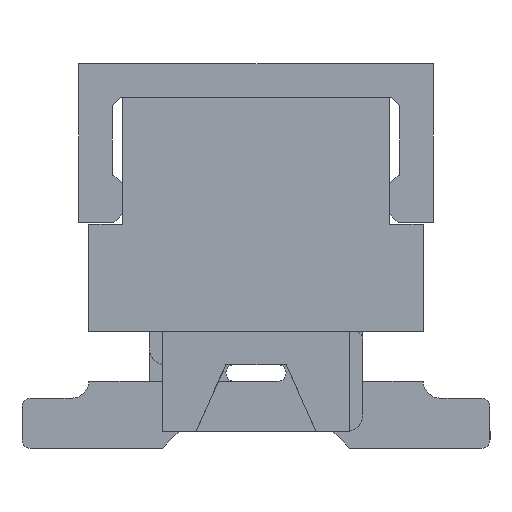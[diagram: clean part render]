
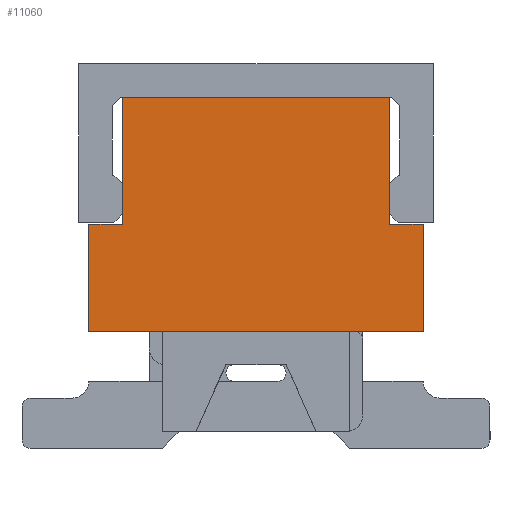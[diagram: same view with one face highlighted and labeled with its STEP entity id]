
A CAD part, left-side view. The second image highlights one B-rep face of the part: STEP entity #11060.
In plain terms, the highlighted face is planar.
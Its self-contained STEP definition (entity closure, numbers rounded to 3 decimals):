
#328=PLANE('',#11911);
#2968=ORIENTED_EDGE('',*,*,#4993,.F.);
#2969=ORIENTED_EDGE('',*,*,#5034,.F.);
#2970=ORIENTED_EDGE('',*,*,#5155,.T.);
#2971=ORIENTED_EDGE('',*,*,#5051,.T.);
#2972=ORIENTED_EDGE('',*,*,#5023,.F.);
#2973=ORIENTED_EDGE('',*,*,#5017,.T.);
#2974=ORIENTED_EDGE('',*,*,#5022,.F.);
#2975=ORIENTED_EDGE('',*,*,#5007,.F.);
#4993=EDGE_CURVE('',#6280,#6278,#7468,.T.);
#5007=EDGE_CURVE('',#6278,#6287,#7482,.T.);
#5017=EDGE_CURVE('',#6295,#6294,#7492,.T.);
#5022=EDGE_CURVE('',#6287,#6294,#7497,.T.);
#5023=EDGE_CURVE('',#6295,#6296,#7498,.T.);
#5034=EDGE_CURVE('',#6303,#6280,#7508,.T.);
#5051=EDGE_CURVE('',#6313,#6296,#7523,.T.);
#5155=EDGE_CURVE('',#6303,#6313,#7626,.T.);
#6278=VERTEX_POINT('',#17163);
#6280=VERTEX_POINT('',#17167);
#6287=VERTEX_POINT('',#17189);
#6294=VERTEX_POINT('',#17211);
#6295=VERTEX_POINT('',#17213);
#6296=VERTEX_POINT('',#17222);
#6303=VERTEX_POINT('',#17241);
#6313=VERTEX_POINT('',#17274);
#7468=LINE('',#17168,#8861);
#7482=LINE('',#17192,#8875);
#7492=LINE('',#17212,#8885);
#7497=LINE('',#17219,#8890);
#7498=LINE('',#17221,#8891);
#7508=LINE('',#17242,#8901);
#7523=LINE('',#17273,#8916);
#7626=LINE('',#17493,#9019);
#8861=VECTOR('',#14065,1000.);
#8875=VECTOR('',#14083,1000.);
#8885=VECTOR('',#14101,1000.);
#8890=VECTOR('',#14108,1000.);
#8891=VECTOR('',#14111,1000.);
#8901=VECTOR('',#14127,1000.);
#8916=VECTOR('',#14156,1000.);
#9019=VECTOR('',#14341,1000.);
#9814=EDGE_LOOP('',(#2968,#2969,#2970,#2971,#2972,#2973,#2974,#2975));
#10381=FACE_BOUND('',#9814,.T.);
#11060=ADVANCED_FACE('',(#10381),#328,.T.);
#11911=AXIS2_PLACEMENT_3D('',#17492,#14339,#14340);
#14065=DIRECTION('',(0.,1.,0.));
#14083=DIRECTION('',(0.,0.,1.));
#14101=DIRECTION('',(0.,0.,1.));
#14108=DIRECTION('',(0.,1.,0.));
#14111=DIRECTION('',(0.,1.,0.));
#14127=DIRECTION('',(0.,0.,1.));
#14156=DIRECTION('',(0.,0.,1.));
#14339=DIRECTION('',(1.,0.,0.));
#14340=DIRECTION('',(0.,0.,-1.));
#14341=DIRECTION('',(0.,1.,0.));
#17163=CARTESIAN_POINT('',(6.11,-2.,0.6));
#17167=CARTESIAN_POINT('',(6.11,-2.5,0.6));
#17168=CARTESIAN_POINT('',(6.11,-2.5,0.6));
#17189=CARTESIAN_POINT('',(6.11,-2.,2.5));
#17192=CARTESIAN_POINT('',(6.11,-2.,0.6));
#17211=CARTESIAN_POINT('',(6.11,2.,2.5));
#17212=CARTESIAN_POINT('',(6.11,2.,0.6));
#17213=CARTESIAN_POINT('',(6.11,2.,0.6));
#17219=CARTESIAN_POINT('',(6.11,-2.,2.5));
#17221=CARTESIAN_POINT('',(6.11,-2.5,0.6));
#17222=CARTESIAN_POINT('',(6.11,2.5,0.6));
#17241=CARTESIAN_POINT('',(6.11,-2.5,-1.));
#17242=CARTESIAN_POINT('',(6.11,-2.5,-1.));
#17273=CARTESIAN_POINT('',(6.11,2.5,-1.));
#17274=CARTESIAN_POINT('',(6.11,2.5,-1.));
#17492=CARTESIAN_POINT('',(6.11,-2.5,-1.));
#17493=CARTESIAN_POINT('',(6.11,-2.5,-1.));
